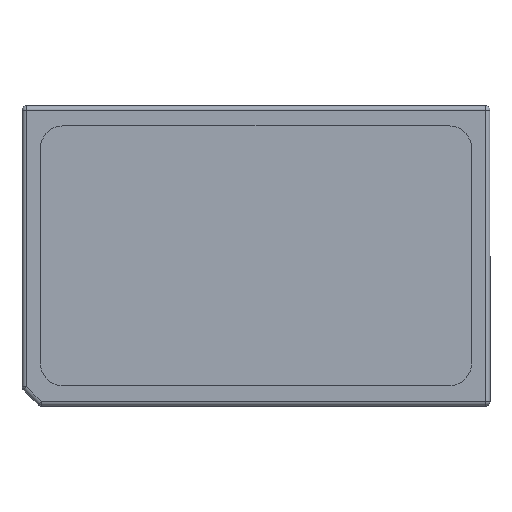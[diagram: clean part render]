
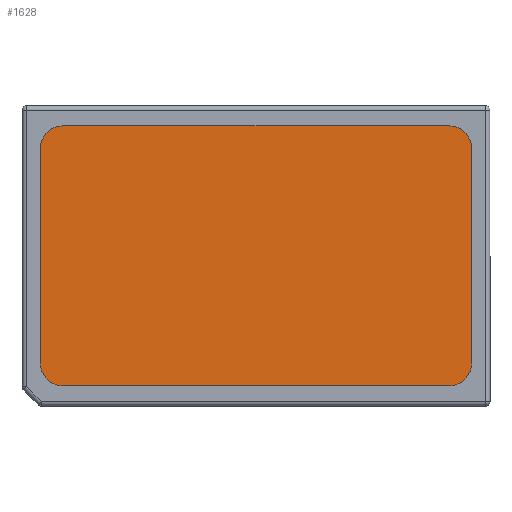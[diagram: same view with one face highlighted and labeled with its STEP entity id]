
A CAD part, top view. The second image highlights one B-rep face of the part: STEP entity #1628.
In plain terms, the highlighted planar face has unit normal (0, 0, 1).
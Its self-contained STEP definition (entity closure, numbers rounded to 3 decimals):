
#1362=CARTESIAN_POINT('',(13.25,8.9,10.7));
#1363=VERTEX_POINT('',#1362);
#1364=CARTESIAN_POINT('',(14.75,7.4,10.7));
#1365=VERTEX_POINT('',#1364);
#1366=CARTESIAN_POINT('',(13.25,7.4,10.7));
#1367=DIRECTION('',(0.0,0.0,-1.0));
#1368=DIRECTION('',(0.707,0.707,0.0));
#1369=AXIS2_PLACEMENT_3D('',#1366,#1367,#1368);
#1370=CIRCLE('',#1369,1.5);
#1371=EDGE_CURVE('',#1363,#1365,#1370,.T.);
#1404=CARTESIAN_POINT('',(14.75,-7.4,10.7));
#1405=VERTEX_POINT('',#1404);
#1406=CARTESIAN_POINT('',(14.75,7.4,10.7));
#1407=DIRECTION('',(0.0,-1.0,0.0));
#1408=VECTOR('',#1407,14.8);
#1409=LINE('',#1406,#1408);
#1410=EDGE_CURVE('',#1365,#1405,#1409,.T.);
#1435=CARTESIAN_POINT('',(13.25,-8.9,10.7));
#1436=VERTEX_POINT('',#1435);
#1437=CARTESIAN_POINT('',(13.25,-7.4,10.7));
#1438=DIRECTION('',(0.0,0.0,-1.0));
#1439=DIRECTION('',(0.707,-0.707,0.0));
#1440=AXIS2_PLACEMENT_3D('',#1437,#1438,#1439);
#1441=CIRCLE('',#1440,1.5);
#1442=EDGE_CURVE('',#1405,#1436,#1441,.T.);
#1468=CARTESIAN_POINT('',(-13.25,-8.9,10.7));
#1469=VERTEX_POINT('',#1468);
#1470=CARTESIAN_POINT('',(13.25,-8.9,10.7));
#1471=DIRECTION('',(-1.0,0.0,0.0));
#1472=VECTOR('',#1471,26.5);
#1473=LINE('',#1470,#1472);
#1474=EDGE_CURVE('',#1436,#1469,#1473,.T.);
#1499=CARTESIAN_POINT('',(-14.75,-7.4,10.7));
#1500=VERTEX_POINT('',#1499);
#1501=CARTESIAN_POINT('',(-13.25,-7.4,10.7));
#1502=DIRECTION('',(0.0,0.0,-1.0));
#1503=DIRECTION('',(-0.707,-0.707,0.0));
#1504=AXIS2_PLACEMENT_3D('',#1501,#1502,#1503);
#1505=CIRCLE('',#1504,1.5);
#1506=EDGE_CURVE('',#1469,#1500,#1505,.T.);
#1532=CARTESIAN_POINT('',(-14.75,7.4,10.7));
#1533=VERTEX_POINT('',#1532);
#1534=CARTESIAN_POINT('',(-14.75,-7.4,10.7));
#1535=DIRECTION('',(0.0,1.0,0.0));
#1536=VECTOR('',#1535,14.8);
#1537=LINE('',#1534,#1536);
#1538=EDGE_CURVE('',#1500,#1533,#1537,.T.);
#1563=CARTESIAN_POINT('',(-13.25,8.9,10.7));
#1564=VERTEX_POINT('',#1563);
#1565=CARTESIAN_POINT('',(-13.25,7.4,10.7));
#1566=DIRECTION('',(0.0,0.0,-1.0));
#1567=DIRECTION('',(-0.707,0.707,0.0));
#1568=AXIS2_PLACEMENT_3D('',#1565,#1566,#1567);
#1569=CIRCLE('',#1568,1.5);
#1570=EDGE_CURVE('',#1533,#1564,#1569,.T.);
#1596=CARTESIAN_POINT('',(-13.25,8.9,10.7));
#1597=DIRECTION('',(1.0,0.0,0.0));
#1598=VECTOR('',#1597,26.5);
#1599=LINE('',#1596,#1598);
#1600=EDGE_CURVE('',#1564,#1363,#1599,.T.);
#1613=CARTESIAN_POINT('',(0.,0.,10.7));
#1614=DIRECTION('',(0.0,0.0,1.0));
#1615=DIRECTION('',(1.0,0.0,0.0));
#1616=AXIS2_PLACEMENT_3D('',#1613,#1614,#1615);
#1617=PLANE('',#1616);
#1618=ORIENTED_EDGE('',*,*,#1371,.F.);
#1619=ORIENTED_EDGE('',*,*,#1600,.F.);
#1620=ORIENTED_EDGE('',*,*,#1570,.F.);
#1621=ORIENTED_EDGE('',*,*,#1538,.F.);
#1622=ORIENTED_EDGE('',*,*,#1506,.F.);
#1623=ORIENTED_EDGE('',*,*,#1474,.F.);
#1624=ORIENTED_EDGE('',*,*,#1442,.F.);
#1625=ORIENTED_EDGE('',*,*,#1410,.F.);
#1626=EDGE_LOOP('',(#1618,#1619,#1620,#1621,#1622,#1623,#1624,#1625));
#1627=FACE_OUTER_BOUND('',#1626,.T.);
#1628=ADVANCED_FACE('',(#1627),#1617,.T.);
